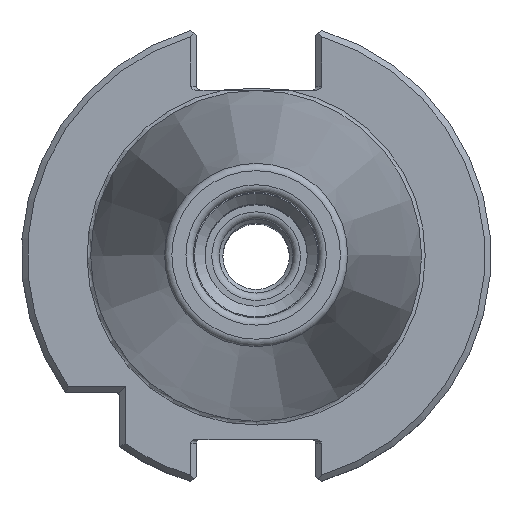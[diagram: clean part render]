
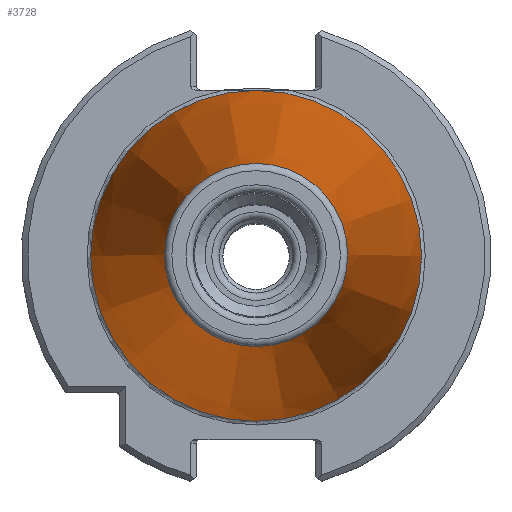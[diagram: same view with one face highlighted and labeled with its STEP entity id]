
A CAD part, top view. The second image highlights one B-rep face of the part: STEP entity #3728.
In plain terms, the highlighted conical face has half-angle 8.297 degrees and reference radius 22.395 mm.
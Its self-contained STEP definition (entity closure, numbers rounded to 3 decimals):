
#621=ORIENTED_EDGE('',*,*,#1179,.F.);
#622=ORIENTED_EDGE('',*,*,#1181,.T.);
#1179=EDGE_CURVE('',#1498,#1498,#1737,.T.);
#1181=EDGE_CURVE('',#1500,#1500,#1739,.T.);
#1498=VERTEX_POINT('',#5202);
#1500=VERTEX_POINT('',#5208);
#1737=CIRCLE('',#3989,12.397);
#1739=CIRCLE('',#3993,22.395);
#1951=EDGE_LOOP('',(#621));
#1952=EDGE_LOOP('',(#622));
#2229=FACE_BOUND('',#1951,.T.);
#2230=FACE_BOUND('',#1952,.T.);
#2378=CONICAL_SURFACE('',#3992,22.395,0.145);
#3728=ADVANCED_FACE('',(#2229,#2230),#2378,.T.);
#3989=AXIS2_PLACEMENT_3D('',#5201,#4490,#4491);
#3992=AXIS2_PLACEMENT_3D('',#5206,#4496,#4497);
#3993=AXIS2_PLACEMENT_3D('',#5207,#4498,#4499);
#4490=DIRECTION('',(0.,0.,1.));
#4491=DIRECTION('',(1.,0.,0.));
#4496=DIRECTION('',(0.,0.,-1.));
#4497=DIRECTION('',(-1.,0.,0.));
#4498=DIRECTION('',(0.,0.,1.));
#4499=DIRECTION('',(1.,0.,0.));
#5201=CARTESIAN_POINT('',(0.,0.,67.394));
#5202=CARTESIAN_POINT('',(12.397,0.,67.394));
#5206=CARTESIAN_POINT('',(0.,0.,-1.163));
#5207=CARTESIAN_POINT('',(0.,0.,-1.163));
#5208=CARTESIAN_POINT('',(22.395,0.,-1.163));
